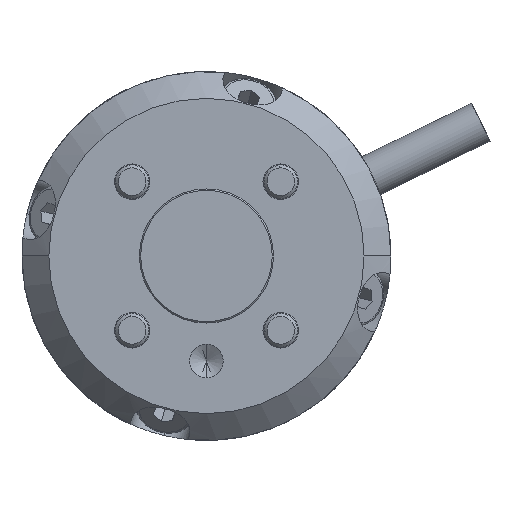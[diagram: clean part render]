
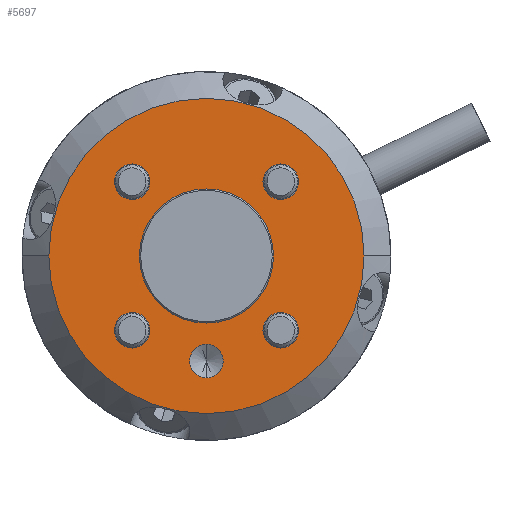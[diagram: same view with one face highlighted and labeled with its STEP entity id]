
A CAD part, front view. The second image highlights one B-rep face of the part: STEP entity #5697.
In plain terms, the highlighted planar face has unit normal (0, -1, 0).
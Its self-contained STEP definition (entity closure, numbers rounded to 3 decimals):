
#403 = CARTESIAN_POINT ( 'NONE',  ( -11.077, 0., -11.077 ) ) ;
#404 = CARTESIAN_POINT ( 'NONE',  ( 0., 0., 0. ) ) ;
#1095 = CIRCLE ( 'NONE', #27027, 2.5 ) ;
#1199 = DIRECTION ( 'NONE',  ( 0., -1., 0. ) ) ;
#1209 = ORIENTED_EDGE ( 'NONE', *, *, #6752, .T. ) ;
#1294 = CIRCLE ( 'NONE', #6561, 2.65 ) ;
#1466 = VERTEX_POINT ( 'NONE', #15181 ) ;
#1477 = VERTEX_POINT ( 'NONE', #22566 ) ;
#1481 = CIRCLE ( 'NONE', #25006, 2.65 ) ;
#1586 = ORIENTED_EDGE ( 'NONE', *, *, #23852, .T. ) ;
#1825 = CARTESIAN_POINT ( 'NONE',  ( 11.077, 0., -11.077 ) ) ;
#2025 = DIRECTION ( 'NONE',  ( 0., 1., 0. ) ) ;
#2383 = CIRCLE ( 'NONE', #5244, 2.65 ) ;
#2794 = CIRCLE ( 'NONE', #19581, 23.5 ) ;
#2844 = CARTESIAN_POINT ( 'NONE',  ( 0., 0., -15.665 ) ) ;
#2974 = CARTESIAN_POINT ( 'NONE',  ( 10., 0., 0. ) ) ;
#3111 = FACE_OUTER_BOUND ( 'NONE', #22349, .T. ) ;
#3245 = AXIS2_PLACEMENT_3D ( 'NONE', #21548, #10267, #7726 ) ;
#3884 = CARTESIAN_POINT ( 'NONE',  ( 0., 0., -13.165 ) ) ;
#4044 = DIRECTION ( 'NONE',  ( 0., 1., 0. ) ) ;
#4063 = DIRECTION ( 'NONE',  ( 0., 1., 0. ) ) ;
#4319 = DIRECTION ( 'NONE',  ( 0., 1., 0. ) ) ;
#4338 = AXIS2_PLACEMENT_3D ( 'NONE', #10970, #1199, #10678 ) ;
#4718 = CARTESIAN_POINT ( 'NONE',  ( 11.077, 0., -8.427 ) ) ;
#4777 = EDGE_CURVE ( 'NONE', #6293, #24701, #22490, .T. ) ;
#4921 = DIRECTION ( 'NONE',  ( -1., 0., 0. ) ) ;
#5214 = FACE_BOUND ( 'NONE', #11824, .T. ) ;
#5244 = AXIS2_PLACEMENT_3D ( 'NONE', #7173, #25526, #4921 ) ;
#5697 = ADVANCED_FACE ( 'NONE', ( #9876, #5214, #7774, #26263, #18905, #3111, #16493 ), #16642, .F. ) ;
#5869 = EDGE_CURVE ( 'NONE', #1466, #8548, #27812, .T. ) ;
#6293 = VERTEX_POINT ( 'NONE', #18214 ) ;
#6561 = AXIS2_PLACEMENT_3D ( 'NONE', #1825, #4063, #24675 ) ;
#6568 = ORIENTED_EDGE ( 'NONE', *, *, #28761, .F. ) ;
#6713 = EDGE_LOOP ( 'NONE', ( #22491, #16448 ) ) ;
#6752 = EDGE_CURVE ( 'NONE', #10295, #17737, #1294, .T. ) ;
#6845 = VERTEX_POINT ( 'NONE', #24380 ) ;
#6923 = DIRECTION ( 'NONE',  ( 0., 1., 0. ) ) ;
#6950 = CARTESIAN_POINT ( 'NONE',  ( -11.077, 0., 13.727 ) ) ;
#6992 = EDGE_CURVE ( 'NONE', #25066, #6845, #23880, .T. ) ;
#7173 = CARTESIAN_POINT ( 'NONE',  ( 11.077, 0., 11.077 ) ) ;
#7467 = VERTEX_POINT ( 'NONE', #3884 ) ;
#7726 = DIRECTION ( 'NONE',  ( -1., 0., 0. ) ) ;
#7755 = CARTESIAN_POINT ( 'NONE',  ( 0., 0., -18.165 ) ) ;
#7771 = AXIS2_PLACEMENT_3D ( 'NONE', #20465, #6923, #24981 ) ;
#7774 = FACE_BOUND ( 'NONE', #26873, .T. ) ;
#8514 = CARTESIAN_POINT ( 'NONE',  ( 11.077, 0., 11.077 ) ) ;
#8548 = VERTEX_POINT ( 'NONE', #25147 ) ;
#8595 = AXIS2_PLACEMENT_3D ( 'NONE', #8514, #15839, #13572 ) ;
#9183 = CARTESIAN_POINT ( 'NONE',  ( 23.5, 0., 0. ) ) ;
#9739 = EDGE_LOOP ( 'NONE', ( #6568, #25918 ) ) ;
#9796 = DIRECTION ( 'NONE',  ( -1., 0., 0. ) ) ;
#9876 = FACE_BOUND ( 'NONE', #9739, .T. ) ;
#10248 = EDGE_CURVE ( 'NONE', #6845, #25066, #2794, .T. ) ;
#10267 = DIRECTION ( 'NONE',  ( 0., 1., 0. ) ) ;
#10295 = VERTEX_POINT ( 'NONE', #18342 ) ;
#10506 = ORIENTED_EDGE ( 'NONE', *, *, #13109, .T. ) ;
#10678 = DIRECTION ( 'NONE',  ( 0., 0., -1. ) ) ;
#10970 = CARTESIAN_POINT ( 'NONE',  ( 0., 0., -15.665 ) ) ;
#11123 = CARTESIAN_POINT ( 'NONE',  ( 11.077, 0., -11.077 ) ) ;
#11193 = CIRCLE ( 'NONE', #7771, 2.65 ) ;
#11629 = CARTESIAN_POINT ( 'NONE',  ( 0., 0., 0. ) ) ;
#11690 = DIRECTION ( 'NONE',  ( 0., 1., 0. ) ) ;
#11741 = AXIS2_PLACEMENT_3D ( 'NONE', #23266, #4319, #16043 ) ;
#11746 = EDGE_CURVE ( 'NONE', #8548, #1466, #2383, .T. ) ;
#11760 = CARTESIAN_POINT ( 'NONE',  ( -11.077, 0., 11.077 ) ) ;
#11824 = EDGE_LOOP ( 'NONE', ( #25514, #1586 ) ) ;
#12025 = EDGE_CURVE ( 'NONE', #24922, #1477, #18733, .T. ) ;
#12136 = DIRECTION ( 'NONE',  ( -1., 0., 0. ) ) ;
#13109 = EDGE_CURVE ( 'NONE', #17737, #10295, #1481, .T. ) ;
#13113 = VERTEX_POINT ( 'NONE', #24658 ) ;
#13212 = CARTESIAN_POINT ( 'NONE',  ( 0., 0., 0. ) ) ;
#13358 = DIRECTION ( 'NONE',  ( -1., 0., 0. ) ) ;
#13572 = DIRECTION ( 'NONE',  ( -1., 0., 0. ) ) ;
#13578 = DIRECTION ( 'NONE',  ( -1., 0., 0. ) ) ;
#15165 = ORIENTED_EDGE ( 'NONE', *, *, #19157, .T. ) ;
#15181 = CARTESIAN_POINT ( 'NONE',  ( 11.077, 0., 13.727 ) ) ;
#15464 = EDGE_CURVE ( 'NONE', #7467, #29181, #27415, .T. ) ;
#15839 = DIRECTION ( 'NONE',  ( 0., 1., 0. ) ) ;
#16043 = DIRECTION ( 'NONE',  ( -1., 0., 0. ) ) ;
#16228 = AXIS2_PLACEMENT_3D ( 'NONE', #11760, #21377, #9796 ) ;
#16448 = ORIENTED_EDGE ( 'NONE', *, *, #11746, .T. ) ;
#16493 = FACE_BOUND ( 'NONE', #21550, .T. ) ;
#16596 = ORIENTED_EDGE ( 'NONE', *, *, #12025, .T. ) ;
#16642 = PLANE ( 'NONE',  #24419 ) ;
#16807 = DIRECTION ( 'NONE',  ( 0., -1., 0. ) ) ;
#16943 = DIRECTION ( 'NONE',  ( 0., 1., 0. ) ) ;
#17737 = VERTEX_POINT ( 'NONE', #4718 ) ;
#18160 = DIRECTION ( 'NONE',  ( 0., 1., 0. ) ) ;
#18214 = CARTESIAN_POINT ( 'NONE',  ( -11.077, 0., 8.427 ) ) ;
#18342 = CARTESIAN_POINT ( 'NONE',  ( 11.077, 0., -13.727 ) ) ;
#18671 = EDGE_LOOP ( 'NONE', ( #22147, #21253 ) ) ;
#18733 = CIRCLE ( 'NONE', #24002, 10. ) ;
#18905 = FACE_BOUND ( 'NONE', #18671, .T. ) ;
#19157 = EDGE_CURVE ( 'NONE', #1477, #24922, #25826, .T. ) ;
#19581 = AXIS2_PLACEMENT_3D ( 'NONE', #13212, #19990, #24955 ) ;
#19990 = DIRECTION ( 'NONE',  ( 0., 1., 0. ) ) ;
#20465 = CARTESIAN_POINT ( 'NONE',  ( -11.077, 0., 11.077 ) ) ;
#20859 = CIRCLE ( 'NONE', #11741, 2.65 ) ;
#21181 = DIRECTION ( 'NONE',  ( 0., 0., -1. ) ) ;
#21253 = ORIENTED_EDGE ( 'NONE', *, *, #4777, .T. ) ;
#21377 = DIRECTION ( 'NONE',  ( 0., 1., 0. ) ) ;
#21548 = CARTESIAN_POINT ( 'NONE',  ( 0., 0., 0. ) ) ;
#21550 = EDGE_LOOP ( 'NONE', ( #15165, #16596 ) ) ;
#22147 = ORIENTED_EDGE ( 'NONE', *, *, #27239, .T. ) ;
#22349 = EDGE_LOOP ( 'NONE', ( #23339, #23900 ) ) ;
#22490 = CIRCLE ( 'NONE', #16228, 2.65 ) ;
#22491 = ORIENTED_EDGE ( 'NONE', *, *, #5869, .T. ) ;
#22517 = VERTEX_POINT ( 'NONE', #29046 ) ;
#22566 = CARTESIAN_POINT ( 'NONE',  ( -10., 0., 0. ) ) ;
#23266 = CARTESIAN_POINT ( 'NONE',  ( -11.077, 0., -11.077 ) ) ;
#23339 = ORIENTED_EDGE ( 'NONE', *, *, #10248, .F. ) ;
#23785 = EDGE_CURVE ( 'NONE', #13113, #22517, #20859, .T. ) ;
#23852 = EDGE_CURVE ( 'NONE', #22517, #13113, #28079, .T. ) ;
#23880 = CIRCLE ( 'NONE', #3245, 23.5 ) ;
#23900 = ORIENTED_EDGE ( 'NONE', *, *, #6992, .F. ) ;
#24002 = AXIS2_PLACEMENT_3D ( 'NONE', #11629, #2025, #13578 ) ;
#24230 = AXIS2_PLACEMENT_3D ( 'NONE', #403, #18160, #27340 ) ;
#24380 = CARTESIAN_POINT ( 'NONE',  ( -23.5, 0., 0. ) ) ;
#24419 = AXIS2_PLACEMENT_3D ( 'NONE', #2974, #16943, #25671 ) ;
#24658 = CARTESIAN_POINT ( 'NONE',  ( -11.077, 0., -8.427 ) ) ;
#24675 = DIRECTION ( 'NONE',  ( -1., 0., 0. ) ) ;
#24701 = VERTEX_POINT ( 'NONE', #6950 ) ;
#24922 = VERTEX_POINT ( 'NONE', #29050 ) ;
#24955 = DIRECTION ( 'NONE',  ( -1., 0., 0. ) ) ;
#24981 = DIRECTION ( 'NONE',  ( -1., 0., 0. ) ) ;
#25006 = AXIS2_PLACEMENT_3D ( 'NONE', #11123, #4044, #13358 ) ;
#25066 = VERTEX_POINT ( 'NONE', #9183 ) ;
#25147 = CARTESIAN_POINT ( 'NONE',  ( 11.077, 0., 8.427 ) ) ;
#25514 = ORIENTED_EDGE ( 'NONE', *, *, #23785, .T. ) ;
#25526 = DIRECTION ( 'NONE',  ( 0., 1., 0. ) ) ;
#25671 = DIRECTION ( 'NONE',  ( -1., 0., 0. ) ) ;
#25826 = CIRCLE ( 'NONE', #26800, 10. ) ;
#25918 = ORIENTED_EDGE ( 'NONE', *, *, #15464, .F. ) ;
#26263 = FACE_BOUND ( 'NONE', #6713, .T. ) ;
#26800 = AXIS2_PLACEMENT_3D ( 'NONE', #404, #11690, #12136 ) ;
#26873 = EDGE_LOOP ( 'NONE', ( #10506, #1209 ) ) ;
#27027 = AXIS2_PLACEMENT_3D ( 'NONE', #2844, #16807, #21181 ) ;
#27239 = EDGE_CURVE ( 'NONE', #24701, #6293, #11193, .T. ) ;
#27340 = DIRECTION ( 'NONE',  ( -1., 0., 0. ) ) ;
#27415 = CIRCLE ( 'NONE', #4338, 2.5 ) ;
#27812 = CIRCLE ( 'NONE', #8595, 2.65 ) ;
#28079 = CIRCLE ( 'NONE', #24230, 2.65 ) ;
#28761 = EDGE_CURVE ( 'NONE', #29181, #7467, #1095, .T. ) ;
#29046 = CARTESIAN_POINT ( 'NONE',  ( -11.077, 0., -13.727 ) ) ;
#29050 = CARTESIAN_POINT ( 'NONE',  ( 10., 0., 0. ) ) ;
#29181 = VERTEX_POINT ( 'NONE', #7755 ) ;
